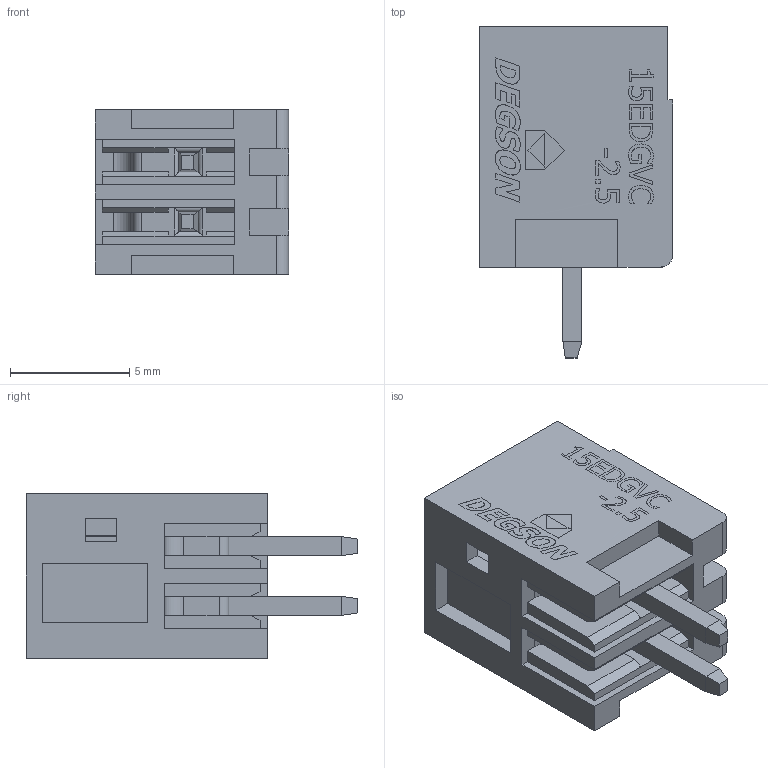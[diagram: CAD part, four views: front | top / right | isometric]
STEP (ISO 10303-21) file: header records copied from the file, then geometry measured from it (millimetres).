
FILE_DESCRIPTION (( 'STEP AP214' ), '1' );
FILE_NAME ('User Library-15EDGVC-2.5-02P-1Y-00A (H).STEP', '2019-10-24T10:23:28', ( '' ), ( '' ), 'SwSTEP 2.0', 'SolidWorks 2019', '' );
FILE_SCHEMA (( 'AUTOMOTIVE_DESIGN' ));
Length unit declared in the file: millimetre
Products named in the file (1): User Library-15EDGVC-2.5-02P-1Y-00A (H)
Bounding box: 8.1 x 13.9 x 6.9 mm (x, y, z)
Volume: 330.8 mm3; surface area: 816 mm2
Topology: 3 solids, 3 shells, 642 faces, 1695 edges, 1095 vertices
Faces by surface type: plane 470, bspline 129, cylinder 39, cone 4
Entity records: 22477 total; most frequent: CARTESIAN_POINT 5348, ORIENTED_EDGE 3390, DIRECTION 2545, EDGE_CURVE 1695, VECTOR 1337, LINE 1337, VERTEX_POINT 1095, EDGE_LOOP 684
